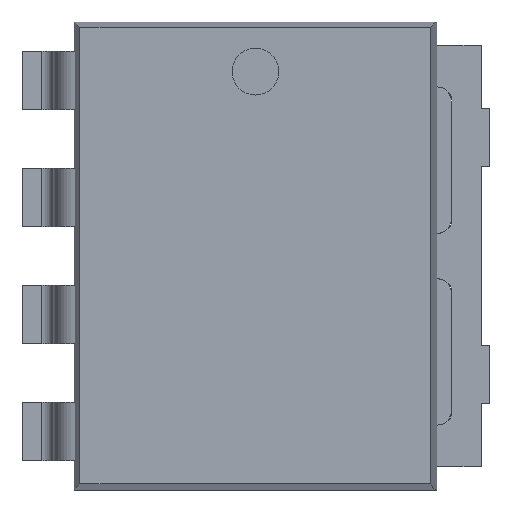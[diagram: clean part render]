
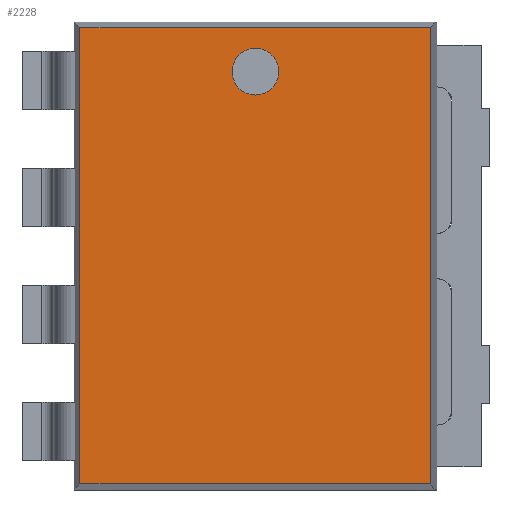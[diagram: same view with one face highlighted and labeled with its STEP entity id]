
A CAD part, top view. The second image highlights one B-rep face of the part: STEP entity #2228.
In plain terms, the highlighted planar face has unit normal (0, 0, 1).
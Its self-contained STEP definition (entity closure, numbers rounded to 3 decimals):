
#654 = VERTEX_POINT('',#655);
#655 = CARTESIAN_POINT('',(3.,3.9,1.61));
#661 = EDGE_CURVE('',#654,#662,#664,.T.);
#662 = VERTEX_POINT('',#663);
#663 = CARTESIAN_POINT('',(-3.,3.9,1.61));
#664 = LINE('',#665,#666);
#665 = CARTESIAN_POINT('',(3.,3.9,1.61));
#666 = VECTOR('',#667,1.);
#667 = DIRECTION('',(-1.,0.,0.));
#684 = EDGE_CURVE('',#685,#654,#687,.T.);
#685 = VERTEX_POINT('',#686);
#686 = CARTESIAN_POINT('',(3.,-3.9,1.61));
#687 = LINE('',#688,#689);
#688 = CARTESIAN_POINT('',(3.,-4.,1.61));
#689 = VECTOR('',#690,1.);
#690 = DIRECTION('',(0.,1.,0.));
#1259 = VERTEX_POINT('',#1260);
#1260 = CARTESIAN_POINT('',(-3.,-3.9,1.61));
#1266 = EDGE_CURVE('',#1259,#685,#1267,.T.);
#1267 = LINE('',#1268,#1269);
#1268 = CARTESIAN_POINT('',(-3.,-3.9,1.61));
#1269 = VECTOR('',#1270,1.);
#1270 = DIRECTION('',(1.,0.,0.));
#2179 = EDGE_CURVE('',#662,#1259,#2180,.T.);
#2180 = LINE('',#2181,#2182);
#2181 = CARTESIAN_POINT('',(-3.,4.,1.61));
#2182 = VECTOR('',#2183,1.);
#2183 = DIRECTION('',(0.,-1.,0.));
#2228 = ADVANCED_FACE('',(#2229,#2235),#2246,.T.);
#2229 = FACE_BOUND('',#2230,.T.);
#2230 = EDGE_LOOP('',(#2231,#2232,#2233,#2234));
#2231 = ORIENTED_EDGE('',*,*,#2179,.T.);
#2232 = ORIENTED_EDGE('',*,*,#1266,.T.);
#2233 = ORIENTED_EDGE('',*,*,#684,.T.);
#2234 = ORIENTED_EDGE('',*,*,#661,.T.);
#2235 = FACE_BOUND('',#2236,.T.);
#2236 = EDGE_LOOP('',(#2237));
#2237 = ORIENTED_EDGE('',*,*,#2238,.T.);
#2238 = EDGE_CURVE('',#2239,#2239,#2241,.T.);
#2239 = VERTEX_POINT('',#2240);
#2240 = CARTESIAN_POINT('',(-0.4,3.15,1.61));
#2241 = CIRCLE('',#2242,0.4);
#2242 = AXIS2_PLACEMENT_3D('',#2243,#2244,#2245);
#2243 = CARTESIAN_POINT('',(0.,3.15,1.61));
#2244 = DIRECTION('',(0.,0.,-1.));
#2245 = DIRECTION('',(-1.,0.,0.));
#2246 = PLANE('',#2247);
#2247 = AXIS2_PLACEMENT_3D('',#2248,#2249,#2250);
#2248 = CARTESIAN_POINT('',(0.,0.,1.61)
);
#2249 = DIRECTION('',(0.,0.,1.));
#2250 = DIRECTION('',(1.,0.,-0.));
